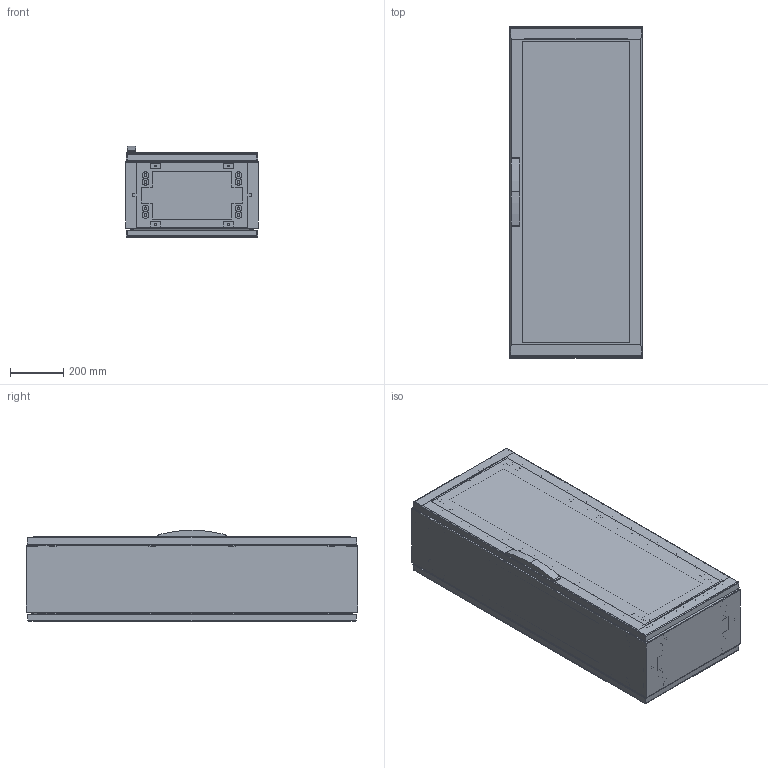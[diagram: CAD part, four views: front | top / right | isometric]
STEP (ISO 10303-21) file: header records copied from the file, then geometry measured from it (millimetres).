
FILE_DESCRIPTION(('STEP AP242'),'1');
FILE_NAME('nsypla1253g.stp','2020-03-11T08:29:01',('TraceParts'),('TraceParts S.A.'),'Spatial InterOp 3D',' ',' ');
FILE_SCHEMA(('AP242_MANAGED_MODEL_BASED_3D_ENGINEERING_MIM_LF {1 0 10303 442 1 1 4}'));
Length unit declared in the file: millimetre
Products named in the file (1): nsypla1253g_1
Bounding box: 500 x 1250 x 343.68 mm (x, y, z)
Volume: 11175833.2 mm3; surface area: 5917516.8 mm2
Topology: 3 solids, 3 shells, 2628 faces, 6573 edges, 4239 vertices
Faces by surface type: plane 1670, cylinder 642, cone 268, sphere 32, torus 16
Entity records: 78323 total; most frequent: CARTESIAN_POINT 14387, DIRECTION 13450, ORIENTED_EDGE 13146, EDGE_CURVE 6573, AXIS2_PLACEMENT_3D 4490, LINE 4470, VECTOR 4470, VERTEX_POINT 4239
